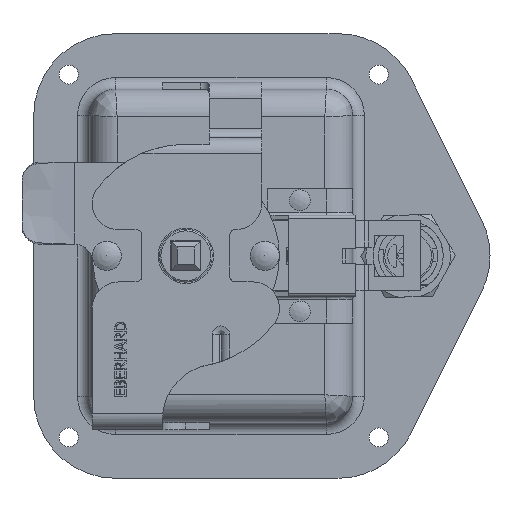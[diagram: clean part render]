
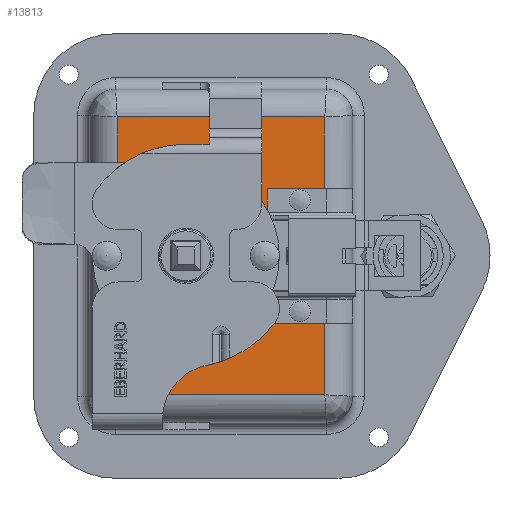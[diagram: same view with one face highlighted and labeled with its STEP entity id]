
A CAD part, top view. The second image highlights one B-rep face of the part: STEP entity #13813.
In plain terms, the highlighted planar face has unit normal (0, 0, 1).
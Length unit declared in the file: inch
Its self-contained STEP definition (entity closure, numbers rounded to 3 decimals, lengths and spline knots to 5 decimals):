
#221=FACE_BOUND('',#4906,.T.);
#222=FACE_BOUND('',#4907,.T.);
#223=FACE_BOUND('',#4908,.T.);
#1090=LINE('',#22285,#2267);
#1093=LINE('',#22289,#2270);
#1095=LINE('',#22292,#2272);
#1097=LINE('',#22295,#2274);
#2267=VECTOR('',#17097,0.3937);
#2270=VECTOR('',#17102,0.3937);
#2272=VECTOR('',#17106,0.3937);
#2274=VECTOR('',#17110,0.3937);
#2943=CIRCLE('',#14677,0.06625);
#2945=CIRCLE('',#14680,0.06625);
#2947=CIRCLE('',#14683,0.289);
#3535=PLANE('',#14755);
#4105=FACE_OUTER_BOUND('',#4905,.T.);
#4905=EDGE_LOOP('',(#10693,#10694,#10695,#10696));
#4906=EDGE_LOOP('',(#10697));
#4907=EDGE_LOOP('',(#10698));
#4908=EDGE_LOOP('',(#10699));
#6143=VERTEX_POINT('',#21784);
#6145=VERTEX_POINT('',#21790);
#6147=VERTEX_POINT('',#21796);
#6178=VERTEX_POINT('',#22119);
#6181=VERTEX_POINT('',#22173);
#6184=VERTEX_POINT('',#22227);
#6187=VERTEX_POINT('',#22281);
#7723=EDGE_CURVE('',#6143,#6143,#2943,.T.);
#7726=EDGE_CURVE('',#6145,#6145,#2945,.T.);
#7729=EDGE_CURVE('',#6147,#6147,#2947,.T.);
#7794=EDGE_CURVE('',#6178,#6187,#1090,.T.);
#7797=EDGE_CURVE('',#6187,#6184,#1093,.T.);
#7799=EDGE_CURVE('',#6184,#6181,#1095,.T.);
#7801=EDGE_CURVE('',#6181,#6178,#1097,.T.);
#10693=ORIENTED_EDGE('',*,*,#7794,.F.);
#10694=ORIENTED_EDGE('',*,*,#7801,.F.);
#10695=ORIENTED_EDGE('',*,*,#7799,.F.);
#10696=ORIENTED_EDGE('',*,*,#7797,.F.);
#10697=ORIENTED_EDGE('',*,*,#7723,.T.);
#10698=ORIENTED_EDGE('',*,*,#7726,.T.);
#10699=ORIENTED_EDGE('',*,*,#7729,.T.);
#13813=ADVANCED_FACE('',(#4105,#221,#222,#223),#3535,.F.);
#14677=AXIS2_PLACEMENT_3D('',#21786,#16933,#16934);
#14680=AXIS2_PLACEMENT_3D('',#21792,#16940,#16941);
#14683=AXIS2_PLACEMENT_3D('',#21798,#16947,#16948);
#14755=AXIS2_PLACEMENT_3D('',#22314,#17130,#17131);
#16933=DIRECTION('center_axis',(0.,0.,
-1.));
#16934=DIRECTION('ref_axis',(0.,-1.,0.));
#16940=DIRECTION('center_axis',(0.,0.,
-1.));
#16941=DIRECTION('ref_axis',(0.,-1.,0.));
#16947=DIRECTION('center_axis',(0.,0.,
-1.));
#16948=DIRECTION('ref_axis',(0.,-1.,0.));
#17097=DIRECTION('',(0.,-1.,0.));
#17102=DIRECTION('',(-1.,0.,0.));
#17106=DIRECTION('',(0.,1.,0.));
#17110=DIRECTION('',(1.,0.,0.));
#17130=DIRECTION('center_axis',(0.,0.,
-1.));
#17131=DIRECTION('ref_axis',(0.,1.,0.));
#21784=CARTESIAN_POINT('',(1.219,0.66025,-0.149));
#21786=CARTESIAN_POINT('Origin',(1.219,0.594,-0.149));
#21790=CARTESIAN_POINT('',(1.219,-0.52775,-0.149));
#21792=CARTESIAN_POINT('Origin',(1.219,-0.594,-0.149));
#21796=CARTESIAN_POINT('',(0.,0.289,-0.149));
#21798=CARTESIAN_POINT('Origin',(0.,0.,
-0.149));
#22119=CARTESIAN_POINT('',(1.48525,1.48425,-0.149));
#22173=CARTESIAN_POINT('',(-0.73425,1.48425,-0.149));
#22227=CARTESIAN_POINT('',(-0.73425,-1.48425,-0.149));
#22281=CARTESIAN_POINT('',(1.48525,-1.48425,-0.149));
#22285=CARTESIAN_POINT('',(1.48525,0.75012,-0.149));
#22289=CARTESIAN_POINT('',(0.93837,-1.48425,-0.149));
#22292=CARTESIAN_POINT('',(-0.73425,-0.75012,-0.149));
#22295=CARTESIAN_POINT('',(-0.18737,1.48425,-0.149));
#22314=CARTESIAN_POINT('Origin',(0.3755,0.,-0.149));
